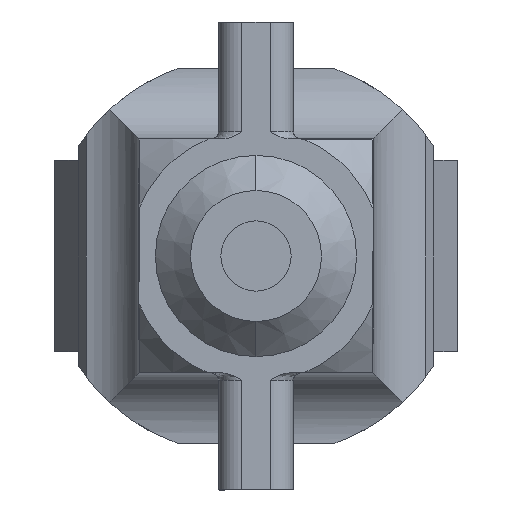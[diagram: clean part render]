
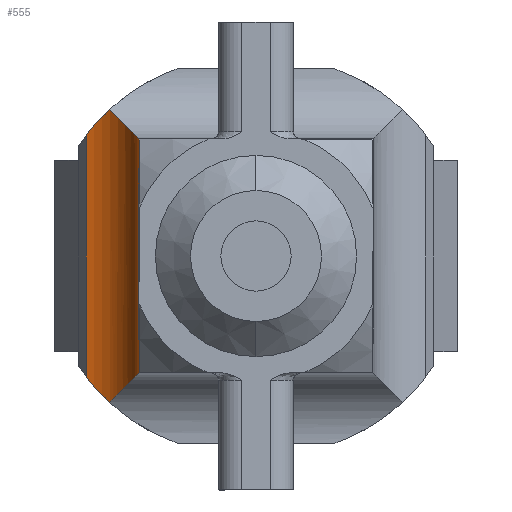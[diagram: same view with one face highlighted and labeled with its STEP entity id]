
A CAD part, front view. The second image highlights one B-rep face of the part: STEP entity #555.
In plain terms, the highlighted cylindrical face has radius 3 mm (diameter 6 mm), a partial arc.
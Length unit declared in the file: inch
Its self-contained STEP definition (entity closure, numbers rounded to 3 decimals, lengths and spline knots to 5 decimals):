
#175 = CARTESIAN_POINT ( 'NONE',  ( -0.24627, 2.16104, -0.24627 ) ) ;
#199 = CARTESIAN_POINT ( 'NONE',  ( -0.25966, 2.17061, -0.23395 ) ) ;
#263 = CARTESIAN_POINT ( 'NONE',  ( -0.24627, 2.16104, -0.24627 ) ) ;
#404 = DIRECTION ( 'NONE',  ( 0., 0., -1. ) ) ;
#420 = CARTESIAN_POINT ( 'NONE',  ( -0.24627, 2.16104, -0.24627 ) ) ;
#430 = DIRECTION ( 'NONE',  ( -1., 0., 0. ) ) ;
#431 = CARTESIAN_POINT ( 'NONE',  ( -0.21464, 2.13843, -0.21464 ) ) ;
#551 = VERTEX_POINT ( 'NONE', #420 ) ;
#555 = ADVANCED_FACE ( 'NONE', ( #2309 ), #2299, .F. ) ;
#709 =( BOUNDED_CURVE ( )  B_SPLINE_CURVE ( 3, ( #1472, #1533, #431, #263 ),
 .UNSPECIFIED., .F., .F. ) 
 B_SPLINE_CURVE_WITH_KNOTS ( ( 4, 4 ),
 ( 3.14159, 4.0917 ),
 .UNSPECIFIED. ) 
 CURVE ( )  GEOMETRIC_REPRESENTATION_ITEM ( )  RATIONAL_B_SPLINE_CURVE ( ( 1., 0.926, 0.926, 1. ) ) 
 REPRESENTATION_ITEM ( '' )  );
#769 = CARTESIAN_POINT ( 'NONE',  ( -0.31496, 2.06496, 0. ) ) ;
#843 = CARTESIAN_POINT ( 'NONE',  ( -0.2729, 2.17606, -0.21973 ) ) ;
#854 = CARTESIAN_POINT ( 'NONE',  ( -0.2852, 2.17926, -0.20369 ) ) ;
#928 =( BOUNDED_CURVE ( )  B_SPLINE_CURVE ( 3, ( #1377, #1374, #1353, #1348 ),
 .UNSPECIFIED., .F., .T. ) 
 B_SPLINE_CURVE_WITH_KNOTS ( ( 4, 4 ),
 ( 2.19149, 3.14159 ),
 .UNSPECIFIED. ) 
 CURVE ( )  GEOMETRIC_REPRESENTATION_ITEM ( )  RATIONAL_B_SPLINE_CURVE ( ( 1., 0.926, 0.926, 1. ) ) 
 REPRESENTATION_ITEM ( '' )  );
#961 = VERTEX_POINT ( 'NONE', #2165 ) ;
#980 = CARTESIAN_POINT ( 'NONE',  ( -0.25966, 2.17061, 0.23395 ) ) ;
#1030 = EDGE_LOOP ( 'NONE', ( #1119, #1130, #1138, #1140, #1195, #1201 ) ) ;
#1089 = CARTESIAN_POINT ( 'NONE',  ( -0.2852, 2.17926, 0.20369 ) ) ;
#1116 = VERTEX_POINT ( 'NONE', #1950 ) ;
#1119 = ORIENTED_EDGE ( 'NONE', *, *, #2173, .F. ) ;
#1120 = DIRECTION ( 'NONE',  ( 0., 0., -1. ) ) ;
#1130 = ORIENTED_EDGE ( 'NONE', *, *, #2272, .F. ) ;
#1136 = VERTEX_POINT ( 'NONE', #1976 ) ;
#1138 = ORIENTED_EDGE ( 'NONE', *, *, #1595, .F. ) ;
#1140 = ORIENTED_EDGE ( 'NONE', *, *, #1534, .F. ) ;
#1148 = CARTESIAN_POINT ( 'NONE',  ( -0.19685, 2.06496, 0. ) ) ;
#1188 = CARTESIAN_POINT ( 'NONE',  ( -0.2729, 2.17606, 0.21973 ) ) ;
#1195 = ORIENTED_EDGE ( 'NONE', *, *, #2202, .F. ) ;
#1200 = VERTEX_POINT ( 'NONE', #1850 ) ;
#1201 = ORIENTED_EDGE ( 'NONE', *, *, #2243, .F. ) ;
#1244 = VERTEX_POINT ( 'NONE', #1795 ) ;
#1301 = CARTESIAN_POINT ( 'NONE',  ( -0.24627, 2.16104, 0.24627 ) ) ;
#1309 = B_SPLINE_CURVE_WITH_KNOTS ( 'NONE', 3,
 ( #175, #199, #843, #854 ),
 .UNSPECIFIED., .F., .F.,
 ( 4, 4 ),
 ( 0., 0.00154 ),
 .UNSPECIFIED. ) ;
#1343 = DIRECTION ( 'NONE',  ( 0., 0., 1. ) ) ;
#1348 = CARTESIAN_POINT ( 'NONE',  ( -0.19685, 2.06496, 0.19685 ) ) ;
#1349 = LINE ( 'NONE', #1517, #1455 ) ;
#1353 = CARTESIAN_POINT ( 'NONE',  ( -0.19685, 2.10385, 0.19685 ) ) ;
#1374 = CARTESIAN_POINT ( 'NONE',  ( -0.21464, 2.13843, 0.21464 ) ) ;
#1377 = CARTESIAN_POINT ( 'NONE',  ( -0.24627, 2.16104, 0.24627 ) ) ;
#1423 = B_SPLINE_CURVE_WITH_KNOTS ( 'NONE', 3,
 ( #1089, #1188, #980, #1301 ),
 .UNSPECIFIED., .F., .F.,
 ( 4, 4 ),
 ( 0., 0.00154 ),
 .UNSPECIFIED. ) ;
#1455 = VECTOR ( 'NONE', #1343, 39.37008 ) ;
#1472 = CARTESIAN_POINT ( 'NONE',  ( -0.19685, 2.06496, -0.19685 ) ) ;
#1517 = CARTESIAN_POINT ( 'NONE',  ( -0.2852, 2.17926, 0. ) ) ;
#1533 = CARTESIAN_POINT ( 'NONE',  ( -0.19685, 2.10385, -0.19685 ) ) ;
#1534 = EDGE_CURVE ( 'NONE', #1200, #961, #928, .T. ) ;
#1595 = EDGE_CURVE ( 'NONE', #961, #1244, #2046, .T. ) ;
#1757 = AXIS2_PLACEMENT_3D ( 'NONE', #769, #404, #430 ) ;
#1795 = CARTESIAN_POINT ( 'NONE',  ( -0.19685, 2.06496, -0.19685 ) ) ;
#1850 = CARTESIAN_POINT ( 'NONE',  ( -0.24627, 2.16104, 0.24627 ) ) ;
#1950 = CARTESIAN_POINT ( 'NONE',  ( -0.2852, 2.17926, -0.20369 ) ) ;
#1976 = CARTESIAN_POINT ( 'NONE',  ( -0.2852, 2.17926, 0.20369 ) ) ;
#2035 = VECTOR ( 'NONE', #1120, 39.37008 ) ;
#2046 = LINE ( 'NONE', #1148, #2035 ) ;
#2165 = CARTESIAN_POINT ( 'NONE',  ( -0.19685, 2.06496, 0.19685 ) ) ;
#2173 = EDGE_CURVE ( 'NONE', #551, #1116, #1309, .T. ) ;
#2202 = EDGE_CURVE ( 'NONE', #1136, #1200, #1423, .T. ) ;
#2243 = EDGE_CURVE ( 'NONE', #1116, #1136, #1349, .T. ) ;
#2272 = EDGE_CURVE ( 'NONE', #1244, #551, #709, .T. ) ;
#2299 = CYLINDRICAL_SURFACE ( 'NONE', #1757, 0.11811 ) ;
#2309 = FACE_OUTER_BOUND ( 'NONE', #1030, .T. ) ;
